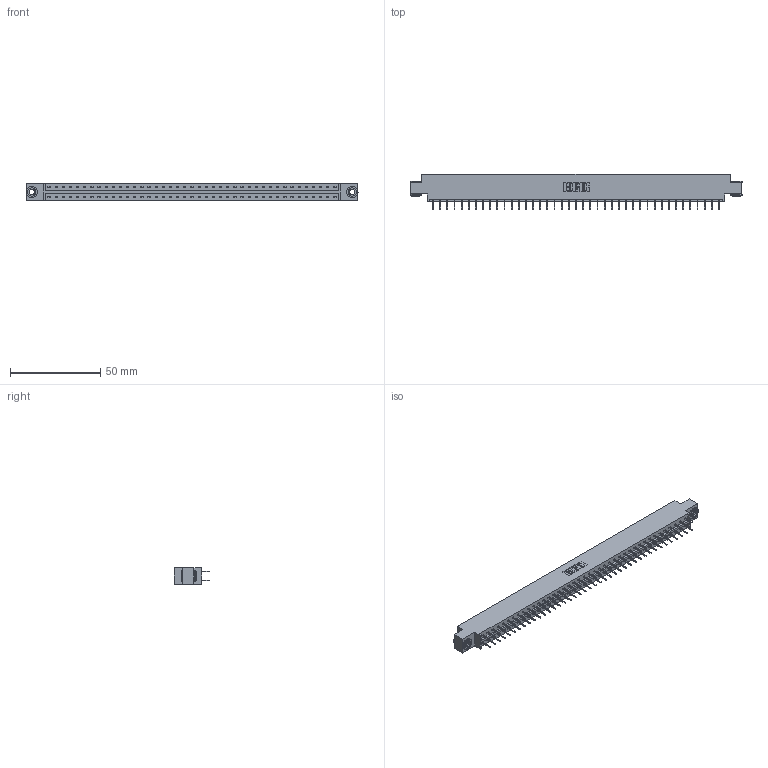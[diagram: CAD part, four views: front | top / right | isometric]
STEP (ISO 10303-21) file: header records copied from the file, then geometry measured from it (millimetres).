
FILE_DESCRIPTION (( 'STEP AP203' ), '1' );
FILE_NAME ('333-082-524-803.STEP', '2018-08-05T02:55:06', ( '' ), ( '' ), 'SwSTEP 2.0', 'SolidWorks 2016', '' );
FILE_SCHEMA (( 'CONFIG_CONTROL_DESIGN' ));
Length unit declared in the file: inch
Products named in the file (4): 333 Part_Offset - .156 Dia - TH; 345-292-001_345-293-124; 345-250-002_345-250-002-102; 333-082-524-803
Assembly tree (85 placements, depth 2):
  333-082-524-803
    333 Part_Offset - .156 Dia - TH
    345-292-001_345-293-124  x82
    345-250-002_345-250-002-102  x2
Bounding box: 184 x 19.69 x 9.4 mm (x, y, z)
Volume: 18443.3 mm3; surface area: 21863 mm2
Topology: 85 solids, 85 shells, 4748 faces, 13437 edges, 8626 vertices
Faces by surface type: plane 3528, cylinder 1212, cone 8
Entity records: 27362 total; most frequent: CARTESIAN_POINT 4513, ORIENTED_EDGE 4442, DIRECTION 3891, EDGE_CURVE 2221, VECTOR 2073, LINE 2073, VERTEX_POINT 1474, AXIS2_PLACEMENT_3D 909
